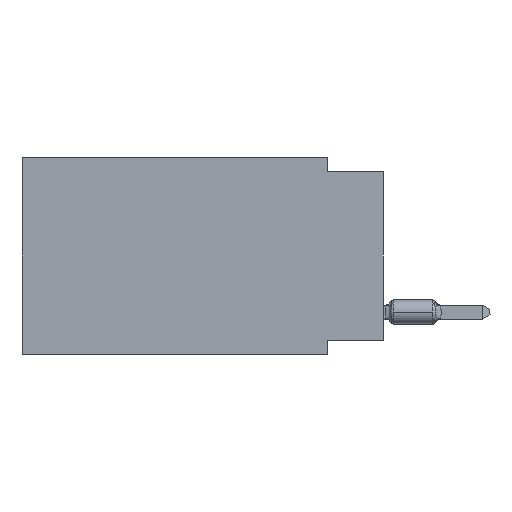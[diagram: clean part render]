
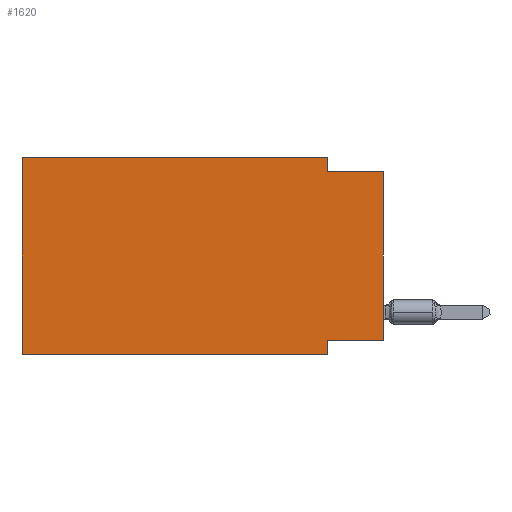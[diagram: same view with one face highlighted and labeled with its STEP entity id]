
A CAD part, left-side view. The second image highlights one B-rep face of the part: STEP entity #1620.
In plain terms, the highlighted planar face has unit normal (-1, 0, 0).
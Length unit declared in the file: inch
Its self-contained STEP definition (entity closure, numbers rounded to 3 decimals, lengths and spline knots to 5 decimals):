
#195 = PLANE ( 'NONE',  #13912 ) ;
#477 = CARTESIAN_POINT ( 'NONE',  ( 0., 0., -0.325 ) ) ;
#1054 = VECTOR ( 'NONE', #4995, 39.37008 ) ;
#1504 = CARTESIAN_POINT ( 'NONE',  ( 0., 0.1, -0.35 ) ) ;
#1620 = ADVANCED_FACE ( 'NONE', ( #3824 ), #195, .F. ) ;
#1651 = LINE ( 'NONE', #2783, #1054 ) ;
#1664 = VERTEX_POINT ( 'NONE', #477 ) ;
#1828 = VERTEX_POINT ( 'NONE', #2223 ) ;
#1940 = CARTESIAN_POINT ( 'NONE',  ( 0., 0., -0.325 ) ) ;
#1992 = ORIENTED_EDGE ( 'NONE', *, *, #13952, .F. ) ;
#2223 = CARTESIAN_POINT ( 'NONE',  ( 0., 0.645, -0.35 ) ) ;
#2329 = VERTEX_POINT ( 'NONE', #10182 ) ;
#2411 = EDGE_CURVE ( 'NONE', #10588, #4562, #8479, .T. ) ;
#2555 = EDGE_CURVE ( 'NONE', #1664, #14438, #12346, .T. ) ;
#2570 = CARTESIAN_POINT ( 'NONE',  ( 0., 0.645, 0. ) ) ;
#2783 = CARTESIAN_POINT ( 'NONE',  ( 0., 0.645, -0.35 ) ) ;
#3053 = ORIENTED_EDGE ( 'NONE', *, *, #5858, .T. ) ;
#3147 = DIRECTION ( 'NONE',  ( 0., 1., 0. ) ) ;
#3667 = ORIENTED_EDGE ( 'NONE', *, *, #8688, .F. ) ;
#3824 = FACE_OUTER_BOUND ( 'NONE', #8083, .T. ) ;
#4562 = VERTEX_POINT ( 'NONE', #10249 ) ;
#4995 = DIRECTION ( 'NONE',  ( 0., -1., 0. ) ) ;
#5229 = ORIENTED_EDGE ( 'NONE', *, *, #2411, .F. ) ;
#5644 = EDGE_CURVE ( 'NONE', #2329, #6611, #6056, .T. ) ;
#5801 = DIRECTION ( 'NONE',  ( 0., 0., -1. ) ) ;
#5858 = EDGE_CURVE ( 'NONE', #1828, #10010, #1651, .T. ) ;
#5886 = LINE ( 'NONE', #10303, #6591 ) ;
#5953 = DIRECTION ( 'NONE',  ( 0., 0., -1. ) ) ;
#6056 = LINE ( 'NONE', #10555, #9516 ) ;
#6392 = LINE ( 'NONE', #8457, #12935 ) ;
#6433 = VECTOR ( 'NONE', #9630, 39.37008 ) ;
#6591 = VECTOR ( 'NONE', #14099, 39.37008 ) ;
#6611 = VERTEX_POINT ( 'NONE', #9723 ) ;
#7265 = DIRECTION ( 'NONE',  ( 0., -1., 0. ) ) ;
#7855 = EDGE_CURVE ( 'NONE', #14438, #10010, #12828, .T. ) ;
#8083 = EDGE_LOOP ( 'NONE', ( #8371, #12836, #3667, #5229, #1992, #3053, #13328, #13634 ) ) ;
#8371 = ORIENTED_EDGE ( 'NONE', *, *, #8837, .T. ) ;
#8457 = CARTESIAN_POINT ( 'NONE',  ( 0., 0., 0. ) ) ;
#8479 = LINE ( 'NONE', #11824, #10112 ) ;
#8688 = EDGE_CURVE ( 'NONE', #4562, #2329, #9450, .T. ) ;
#8837 = EDGE_CURVE ( 'NONE', #1664, #6611, #6392, .T. ) ;
#9450 = LINE ( 'NONE', #13947, #13175 ) ;
#9516 = VECTOR ( 'NONE', #13052, 39.37008 ) ;
#9630 = DIRECTION ( 'NONE',  ( 0., 0., -1. ) ) ;
#9723 = CARTESIAN_POINT ( 'NONE',  ( 0., 0., -0.025 ) ) ;
#10010 = VERTEX_POINT ( 'NONE', #14388 ) ;
#10112 = VECTOR ( 'NONE', #7265, 39.37008 ) ;
#10182 = CARTESIAN_POINT ( 'NONE',  ( 0., 0.1, -0.025 ) ) ;
#10249 = CARTESIAN_POINT ( 'NONE',  ( 0., 0.1, 0. ) ) ;
#10303 = CARTESIAN_POINT ( 'NONE',  ( 0., 0.645, 0. ) ) ;
#10555 = CARTESIAN_POINT ( 'NONE',  ( 0., 0., -0.025 ) ) ;
#10588 = VERTEX_POINT ( 'NONE', #2570 ) ;
#11035 = DIRECTION ( 'NONE',  ( 0., 0., 1. ) ) ;
#11824 = CARTESIAN_POINT ( 'NONE',  ( 0., 0.645, 0. ) ) ;
#11954 = CARTESIAN_POINT ( 'NONE',  ( 0., 0.645, 0. ) ) ;
#12346 = LINE ( 'NONE', #1940, #14251 ) ;
#12828 = LINE ( 'NONE', #1504, #6433 ) ;
#12836 = ORIENTED_EDGE ( 'NONE', *, *, #5644, .F. ) ;
#12935 = VECTOR ( 'NONE', #11035, 39.37008 ) ;
#13052 = DIRECTION ( 'NONE',  ( 0., -1., 0. ) ) ;
#13094 = DIRECTION ( 'NONE',  ( 1., 0., 0. ) ) ;
#13175 = VECTOR ( 'NONE', #5801, 39.37008 ) ;
#13328 = ORIENTED_EDGE ( 'NONE', *, *, #7855, .F. ) ;
#13634 = ORIENTED_EDGE ( 'NONE', *, *, #2555, .F. ) ;
#13912 = AXIS2_PLACEMENT_3D ( 'NONE', #11954, #13094, #5953 ) ;
#13947 = CARTESIAN_POINT ( 'NONE',  ( 0., 0.1, 0. ) ) ;
#13952 = EDGE_CURVE ( 'NONE', #1828, #10588, #5886, .T. ) ;
#14099 = DIRECTION ( 'NONE',  ( 0., 0., 1. ) ) ;
#14251 = VECTOR ( 'NONE', #3147, 39.37008 ) ;
#14388 = CARTESIAN_POINT ( 'NONE',  ( 0., 0.1, -0.35 ) ) ;
#14438 = VERTEX_POINT ( 'NONE', #14579 ) ;
#14579 = CARTESIAN_POINT ( 'NONE',  ( 0., 0.1, -0.325 ) ) ;
